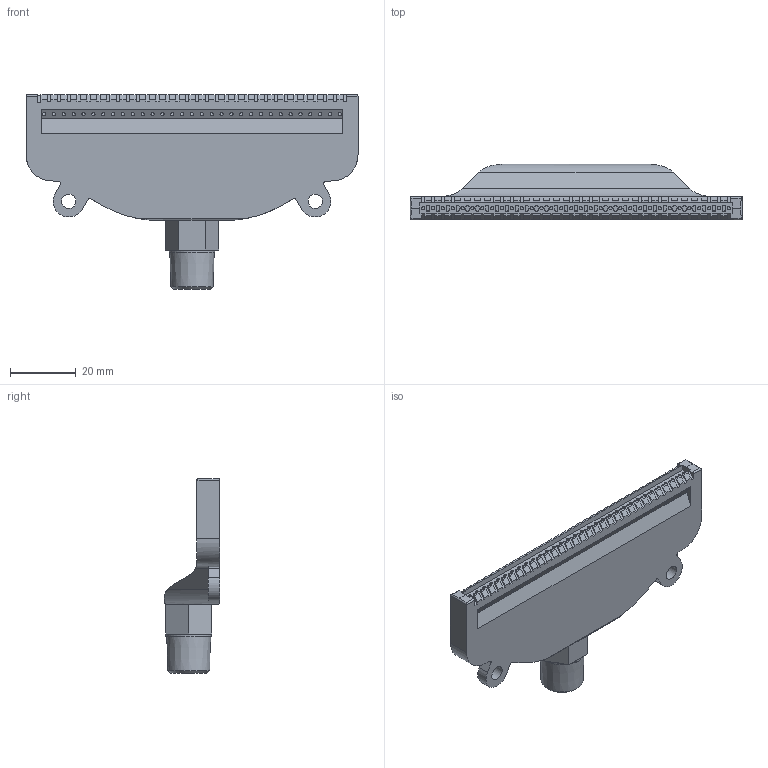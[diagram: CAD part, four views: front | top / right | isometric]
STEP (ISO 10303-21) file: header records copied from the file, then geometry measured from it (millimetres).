
FILE_DESCRIPTION(/* description */ ('STEP AP203'),/* implementation_level */ '2;1');
FILE_NAME(/* name */ 'AFTADW20',/* time_stamp */ '2025-11-05T18:48:12+01:00',/* author */ ('License CC BY-ND 4.0'),/* organization */ ('CADENAS'),/* preprocessor_version */ 'ST-DEVELOPER v20',/* originating_system */ 'PARTsolutions',/* authorisation */ ' ');
FILE_SCHEMA (('CONFIG_CONTROL_DESIGN'));
Length unit declared in the file: millimetre
Products named in the file (1): AFTADW20
Bounding box: 101 x 17 x 59.3 mm (x, y, z)
Volume: 28158.4 mm3; surface area: 12947.7 mm2
Topology: 1 solids, 1 shells, 729 faces, 2106 edges, 1384 vertices
Faces by surface type: plane 484, cylinder 243, cone 2
Full cylindrical faces by diameter (mm): 1 x94, 4.4 x2, 13.8 x1
Entity records: 23159 total; most frequent: CARTESIAN_POINT 4070, DIRECTION 3939, ORIENTED_EDGE 3884, EDGE_CURVE 1942, LINE 1377, VECTOR 1377, VERTEX_POINT 1319, AXIS2_PLACEMENT_3D 1281
